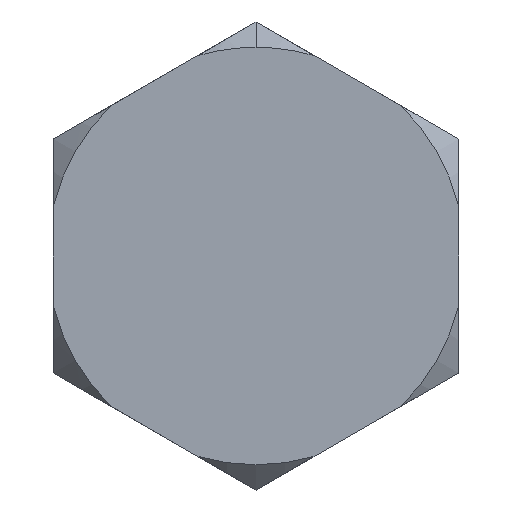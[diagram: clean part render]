
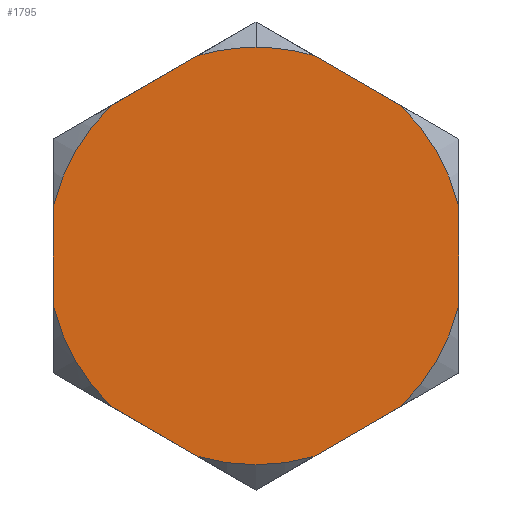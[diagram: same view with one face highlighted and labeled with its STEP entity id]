
A CAD part, front view. The second image highlights one B-rep face of the part: STEP entity #1795.
In plain terms, the highlighted planar face has unit normal (0, -1, 0).
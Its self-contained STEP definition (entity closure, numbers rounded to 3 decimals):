
#9 = VERTEX_POINT ( 'NONE', #1971 ) ;
#116 = VERTEX_POINT ( 'NONE', #1159 ) ;
#162 = CARTESIAN_POINT ( 'NONE',  ( 0., -50., 0. ) ) ;
#176 = ORIENTED_EDGE ( 'NONE', *, *, #466, .F. ) ;
#192 = CARTESIAN_POINT ( 'NONE',  ( 0., -50., 9.238 ) ) ;
#193 = CIRCLE ( 'NONE', #326, 8.24 ) ;
#194 = CARTESIAN_POINT ( 'NONE',  ( 5.71, -50., -5.941 ) ) ;
#198 = CARTESIAN_POINT ( 'NONE',  ( 2.29, -50., -7.915 ) ) ;
#204 = ORIENTED_EDGE ( 'NONE', *, *, #1295, .F. ) ;
#219 = VERTEX_POINT ( 'NONE', #1942 ) ;
#221 = AXIS2_PLACEMENT_3D ( 'NONE', #2425, #329, #1055 ) ;
#262 = VECTOR ( 'NONE', #710, 1000. ) ;
#275 = DIRECTION ( 'NONE',  ( 0., 0., -1. ) ) ;
#312 = LINE ( 'NONE', #876, #2282 ) ;
#325 = CARTESIAN_POINT ( 'NONE',  ( 8., -50., -4.619 ) ) ;
#326 = AXIS2_PLACEMENT_3D ( 'NONE', #1084, #1299, #516 ) ;
#329 = DIRECTION ( 'NONE',  ( 0., 1., 0. ) ) ;
#368 = EDGE_CURVE ( 'NONE', #1005, #219, #1484, .T. ) ;
#402 = CARTESIAN_POINT ( 'NONE',  ( 0., -50., 9.238 ) ) ;
#458 = AXIS2_PLACEMENT_3D ( 'NONE', #162, #2062, #890 ) ;
#466 = EDGE_CURVE ( 'NONE', #1876, #1499, #1848, .T. ) ;
#474 = LINE ( 'NONE', #1797, #1487 ) ;
#502 = CIRCLE ( 'NONE', #536, 8.24 ) ;
#516 = DIRECTION ( 'NONE',  ( 0., 0., 1. ) ) ;
#518 = DIRECTION ( 'NONE',  ( 0., 0., 1. ) ) ;
#536 = AXIS2_PLACEMENT_3D ( 'NONE', #1318, #2079, #518 ) ;
#566 = ORIENTED_EDGE ( 'NONE', *, *, #951, .F. ) ;
#571 = DIRECTION ( 'NONE',  ( 0., 1., 0. ) ) ;
#573 = ORIENTED_EDGE ( 'NONE', *, *, #1621, .F. ) ;
#615 = VERTEX_POINT ( 'NONE', #861 ) ;
#639 = ORIENTED_EDGE ( 'NONE', *, *, #1363, .F. ) ;
#708 = DIRECTION ( 'NONE',  ( 0., 1., 0. ) ) ;
#710 = DIRECTION ( 'NONE',  ( -0.866, 0., -0.5 ) ) ;
#743 = AXIS2_PLACEMENT_3D ( 'NONE', #933, #571, #961 ) ;
#752 = ORIENTED_EDGE ( 'NONE', *, *, #368, .F. ) ;
#763 = EDGE_CURVE ( 'NONE', #615, #1005, #502, .T. ) ;
#788 = CARTESIAN_POINT ( 'NONE',  ( 0., -50., 0. ) ) ;
#821 = VECTOR ( 'NONE', #952, 1000. ) ;
#836 = CARTESIAN_POINT ( 'NONE',  ( 0., -50., 8.24 ) ) ;
#840 = AXIS2_PLACEMENT_3D ( 'NONE', #788, #1384, #1191 ) ;
#846 = VERTEX_POINT ( 'NONE', #1546 ) ;
#861 = CARTESIAN_POINT ( 'NONE',  ( -8., -50., 1.974 ) ) ;
#869 = EDGE_CURVE ( 'NONE', #2463, #1599, #1754, .T. ) ;
#874 = CARTESIAN_POINT ( 'NONE',  ( 5.71, -50., 5.941 ) ) ;
#876 = CARTESIAN_POINT ( 'NONE',  ( -8., -50., -4.619 ) ) ;
#890 = DIRECTION ( 'NONE',  ( 0., 0., 1. ) ) ;
#933 = CARTESIAN_POINT ( 'NONE',  ( 0., -50., 0. ) ) ;
#951 = EDGE_CURVE ( 'NONE', #219, #2102, #1340, .T. ) ;
#952 = DIRECTION ( 'NONE',  ( 0.866, 0., -0.5 ) ) ;
#961 = DIRECTION ( 'NONE',  ( 0., 0., 1. ) ) ;
#970 = CIRCLE ( 'NONE', #221, 8.24 ) ;
#1001 = CARTESIAN_POINT ( 'NONE',  ( -5.71, -50., 5.941 ) ) ;
#1005 = VERTEX_POINT ( 'NONE', #1001 ) ;
#1031 = DIRECTION ( 'NONE',  ( 0.866, 0., 0.5 ) ) ;
#1051 = ORIENTED_EDGE ( 'NONE', *, *, #2471, .F. ) ;
#1055 = DIRECTION ( 'NONE',  ( 0., 0., 1. ) ) ;
#1063 = ORIENTED_EDGE ( 'NONE', *, *, #869, .F. ) ;
#1084 = CARTESIAN_POINT ( 'NONE',  ( 0., -50., 0. ) ) ;
#1134 = FACE_OUTER_BOUND ( 'NONE', #1726, .T. ) ;
#1142 = VERTEX_POINT ( 'NONE', #2163 ) ;
#1159 = CARTESIAN_POINT ( 'NONE',  ( 8., -50., 1.974 ) ) ;
#1170 = ORIENTED_EDGE ( 'NONE', *, *, #1395, .F. ) ;
#1191 = DIRECTION ( 'NONE',  ( 0., 0., 1. ) ) ;
#1254 = CIRCLE ( 'NONE', #743, 8.24 ) ;
#1265 = CARTESIAN_POINT ( 'NONE',  ( 2.29, -50., 7.915 ) ) ;
#1285 = VECTOR ( 'NONE', #1031, 1000. ) ;
#1291 = DIRECTION ( 'NONE',  ( 0., 0., 1. ) ) ;
#1295 = EDGE_CURVE ( 'NONE', #846, #1868, #193, .T. ) ;
#1296 = ORIENTED_EDGE ( 'NONE', *, *, #763, .F. ) ;
#1299 = DIRECTION ( 'NONE',  ( 0., 1., 0. ) ) ;
#1304 = VECTOR ( 'NONE', #2143, 1000. ) ;
#1318 = CARTESIAN_POINT ( 'NONE',  ( 0., -50., 0. ) ) ;
#1331 = ORIENTED_EDGE ( 'NONE', *, *, #1786, .F. ) ;
#1340 = CIRCLE ( 'NONE', #840, 8.24 ) ;
#1350 = PLANE ( 'NONE',  #2160 ) ;
#1354 = CARTESIAN_POINT ( 'NONE',  ( -8., -50., -1.974 ) ) ;
#1363 = EDGE_CURVE ( 'NONE', #116, #1142, #474, .T. ) ;
#1384 = DIRECTION ( 'NONE',  ( 0., 1., 0. ) ) ;
#1395 = EDGE_CURVE ( 'NONE', #1599, #116, #1941, .T. ) ;
#1484 = LINE ( 'NONE', #1800, #1285 ) ;
#1487 = VECTOR ( 'NONE', #275, 1000. ) ;
#1499 = VERTEX_POINT ( 'NONE', #198 ) ;
#1546 = CARTESIAN_POINT ( 'NONE',  ( -5.71, -50., -5.941 ) ) ;
#1565 = CARTESIAN_POINT ( 'NONE',  ( 0., -50., -9.238 ) ) ;
#1599 = VERTEX_POINT ( 'NONE', #874 ) ;
#1621 = EDGE_CURVE ( 'NONE', #1499, #9, #2209, .T. ) ;
#1726 = EDGE_LOOP ( 'NONE', ( #1170, #1063, #1051, #566, #752, #1296, #1860, #204, #2056, #573, #176, #1331, #639 ) ) ;
#1754 = LINE ( 'NONE', #402, #821 ) ;
#1786 = EDGE_CURVE ( 'NONE', #1142, #1876, #1254, .T. ) ;
#1795 = ADVANCED_FACE ( 'NONE', ( #1134 ), #1350, .F. ) ;
#1797 = CARTESIAN_POINT ( 'NONE',  ( 8., -50., 4.619 ) ) ;
#1800 = CARTESIAN_POINT ( 'NONE',  ( -8., -50., 4.619 ) ) ;
#1848 = LINE ( 'NONE', #325, #262 ) ;
#1860 = ORIENTED_EDGE ( 'NONE', *, *, #2468, .F. ) ;
#1868 = VERTEX_POINT ( 'NONE', #1354 ) ;
#1876 = VERTEX_POINT ( 'NONE', #194 ) ;
#1925 = DIRECTION ( 'NONE',  ( 0., 1., 0. ) ) ;
#1941 = CIRCLE ( 'NONE', #458, 8.24 ) ;
#1942 = CARTESIAN_POINT ( 'NONE',  ( -2.29, -50., 7.915 ) ) ;
#1971 = CARTESIAN_POINT ( 'NONE',  ( -2.29, -50., -7.915 ) ) ;
#2000 = EDGE_CURVE ( 'NONE', #9, #846, #2373, .T. ) ;
#2031 = DIRECTION ( 'NONE',  ( 0., 0., 1. ) ) ;
#2056 = ORIENTED_EDGE ( 'NONE', *, *, #2000, .F. ) ;
#2062 = DIRECTION ( 'NONE',  ( 0., 1., 0. ) ) ;
#2079 = DIRECTION ( 'NONE',  ( 0., 1., 0. ) ) ;
#2102 = VERTEX_POINT ( 'NONE', #836 ) ;
#2122 = DIRECTION ( 'NONE',  ( 0., 0., 1. ) ) ;
#2143 = DIRECTION ( 'NONE',  ( -0.866, 0., 0.5 ) ) ;
#2160 = AXIS2_PLACEMENT_3D ( 'NONE', #192, #1925, #2122 ) ;
#2163 = CARTESIAN_POINT ( 'NONE',  ( 8., -50., -1.974 ) ) ;
#2205 = AXIS2_PLACEMENT_3D ( 'NONE', #2220, #708, #1291 ) ;
#2209 = CIRCLE ( 'NONE', #2205, 8.24 ) ;
#2220 = CARTESIAN_POINT ( 'NONE',  ( 0., -50., 0. ) ) ;
#2282 = VECTOR ( 'NONE', #2031, 1000. ) ;
#2373 = LINE ( 'NONE', #1565, #1304 ) ;
#2425 = CARTESIAN_POINT ( 'NONE',  ( 0., -50., 0. ) ) ;
#2463 = VERTEX_POINT ( 'NONE', #1265 ) ;
#2468 = EDGE_CURVE ( 'NONE', #1868, #615, #312, .T. ) ;
#2471 = EDGE_CURVE ( 'NONE', #2102, #2463, #970, .T. ) ;
